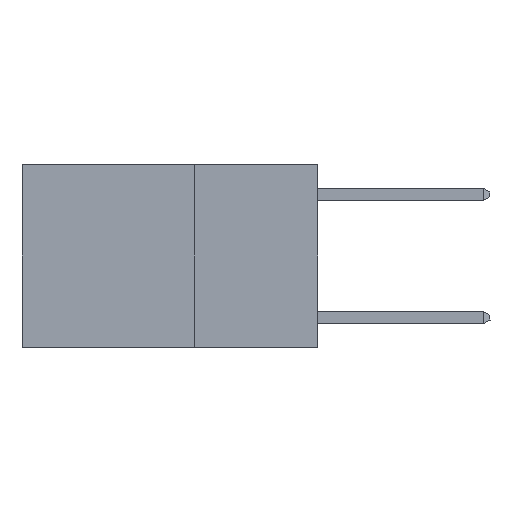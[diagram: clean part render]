
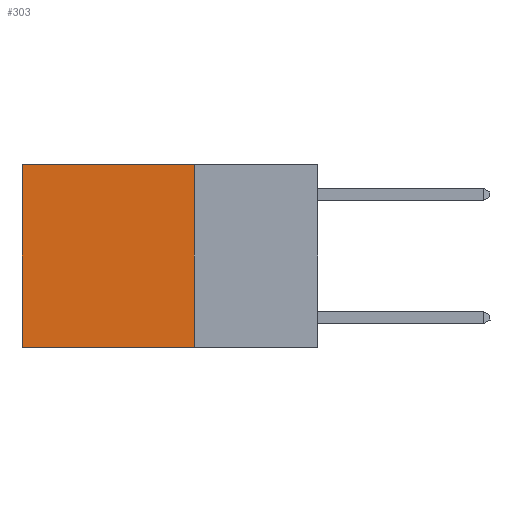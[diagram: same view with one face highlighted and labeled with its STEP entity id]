
A CAD part, left-side view. The second image highlights one B-rep face of the part: STEP entity #303.
In plain terms, the highlighted planar face has unit normal (-1, 0, 0).
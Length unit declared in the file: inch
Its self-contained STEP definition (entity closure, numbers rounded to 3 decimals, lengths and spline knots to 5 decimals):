
#133 = DIRECTION ( 'NONE',  ( 0., 0., -1. ) ) ;
#303 = ADVANCED_FACE ( 'NONE', ( #5911 ), #5749, .F. ) ;
#498 = ORIENTED_EDGE ( 'NONE', *, *, #784, .F. ) ;
#502 = CARTESIAN_POINT ( 'NONE',  ( 0.2625, 0.25, -0.37 ) ) ;
#724 = LINE ( 'NONE', #3277, #4953 ) ;
#784 = EDGE_CURVE ( 'NONE', #4535, #1031, #4119, .T. ) ;
#1031 = VERTEX_POINT ( 'NONE', #4768 ) ;
#1111 = CARTESIAN_POINT ( 'NONE',  ( 0.2625, 0.6, 0. ) ) ;
#1759 = VECTOR ( 'NONE', #8317, 39.37008 ) ;
#2113 = LINE ( 'NONE', #9203, #11318 ) ;
#2285 = DIRECTION ( 'NONE',  ( 0., 0., -1. ) ) ;
#2658 = EDGE_CURVE ( 'NONE', #9273, #1031, #2113, .T. ) ;
#3120 = ORIENTED_EDGE ( 'NONE', *, *, #7462, .F. ) ;
#3277 = CARTESIAN_POINT ( 'NONE',  ( 0.2625, 0.25, 0. ) ) ;
#3752 = ORIENTED_EDGE ( 'NONE', *, *, #2658, .T. ) ;
#4046 = CARTESIAN_POINT ( 'NONE',  ( 0.2625, 0.25, 0. ) ) ;
#4119 = LINE ( 'NONE', #11097, #1759 ) ;
#4535 = VERTEX_POINT ( 'NONE', #502 ) ;
#4562 = VERTEX_POINT ( 'NONE', #9578 ) ;
#4768 = CARTESIAN_POINT ( 'NONE',  ( 0.2625, 0.6, -0.37 ) ) ;
#4820 = VECTOR ( 'NONE', #2285, 39.37008 ) ;
#4953 = VECTOR ( 'NONE', #10459, 39.37008 ) ;
#5749 = PLANE ( 'NONE',  #11432 ) ;
#5911 = FACE_OUTER_BOUND ( 'NONE', #9416, .T. ) ;
#6249 = ORIENTED_EDGE ( 'NONE', *, *, #7723, .T. ) ;
#6284 = DIRECTION ( 'NONE',  ( 1., 0., 0. ) ) ;
#7462 = EDGE_CURVE ( 'NONE', #4562, #4535, #9659, .T. ) ;
#7723 = EDGE_CURVE ( 'NONE', #4562, #9273, #724, .T. ) ;
#8317 = DIRECTION ( 'NONE',  ( 0., 1., 0. ) ) ;
#9203 = CARTESIAN_POINT ( 'NONE',  ( 0.2625, 0.6, 0. ) ) ;
#9273 = VERTEX_POINT ( 'NONE', #1111 ) ;
#9416 = EDGE_LOOP ( 'NONE', ( #3752, #498, #3120, #6249 ) ) ;
#9578 = CARTESIAN_POINT ( 'NONE',  ( 0.2625, 0.25, 0. ) ) ;
#9659 = LINE ( 'NONE', #4046, #4820 ) ;
#10287 = CARTESIAN_POINT ( 'NONE',  ( 0.2625, 0.25, 0. ) ) ;
#10364 = DIRECTION ( 'NONE',  ( 0., 0., -1. ) ) ;
#10459 = DIRECTION ( 'NONE',  ( 0., 1., 0. ) ) ;
#11097 = CARTESIAN_POINT ( 'NONE',  ( 0.2625, 0.25, -0.37 ) ) ;
#11318 = VECTOR ( 'NONE', #133, 39.37008 ) ;
#11432 = AXIS2_PLACEMENT_3D ( 'NONE', #10287, #6284, #10364 ) ;
